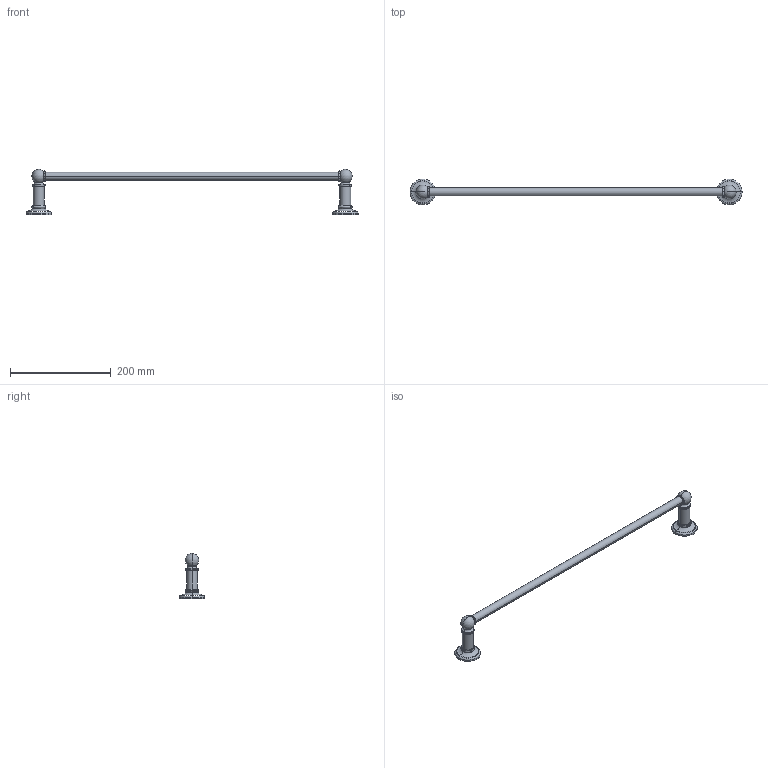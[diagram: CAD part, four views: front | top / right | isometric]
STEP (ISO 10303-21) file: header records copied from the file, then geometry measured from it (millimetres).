
FILE_DESCRIPTION((''),'2;1');
FILE_NAME('4503_WEB','2010-09-02T',('project'),(''),'PRO/ENGINEER BY PARAMETRIC TECHNOLOGY CORPORATION, 2009300','PRO/ENGINEER BY PARAMETRIC TECHNOLOGY CORPORATION, 2009300','');
FILE_SCHEMA(('CONFIG_CONTROL_DESIGN'));
Length unit declared in the file: inch
Products named in the file (1): 4503_WEB
Bounding box: 660.4 x 50.8 x 90 mm (x, y, z)
Surface area: 57936.3 mm2 (no closed solid volume)
Topology: 0 solids, 17 shells, 100 faces, 224 edges, 130 vertices
Faces by surface type: torus 48, cylinder 38, plane 10, sphere 4
Entity records: 2790 total; most frequent: DIRECTION 602, CARTESIAN_POINT 450, ORIENTED_EDGE 392, AXIS2_PLACEMENT_3D 282, EDGE_CURVE 220, CIRCLE 182, VERTEX_POINT 130, EDGE_LOOP 100
